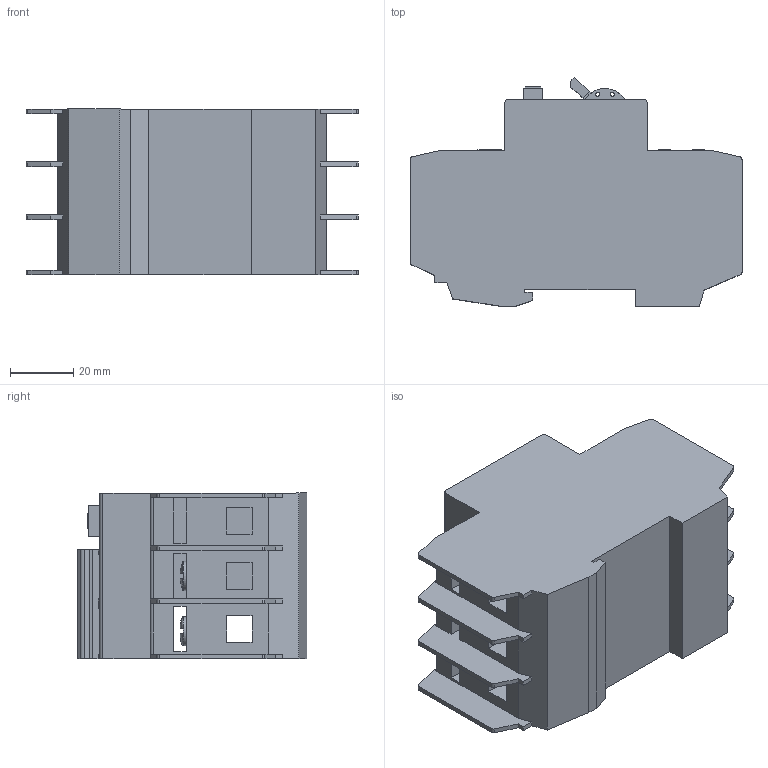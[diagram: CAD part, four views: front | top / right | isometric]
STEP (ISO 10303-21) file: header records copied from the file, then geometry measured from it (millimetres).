
FILE_DESCRIPTION (( 'STEP AP214' ), '1' );
FILE_NAME ('Rtec 489 1+N (Altec).STEP', '2016-09-26T13:41:03', ( '' ), ( '' ), 'SwSTEP 2.0', 'SolidWorks 2016', '' );
FILE_SCHEMA (( 'AUTOMOTIVE_DESIGN' ));
Length unit declared in the file: millimetre
Products named in the file (1): Rtec 489 1+N (Altec)
Bounding box: 105 x 72.64 x 52.5 mm (x, y, z)
Volume: 232325.6 mm3; surface area: 43162.2 mm2
Topology: 1 solids, 1 shells, 480 faces, 1319 edges, 870 vertices
Faces by surface type: plane 320, bspline 97, cylinder 63
Entity records: 19116 total; most frequent: CARTESIAN_POINT 6091, ORIENTED_EDGE 2638, DIRECTION 2071, EDGE_CURVE 1319, VECTOR 947, LINE 947, VERTEX_POINT 870, AXIS2_PLACEMENT_3D 562
